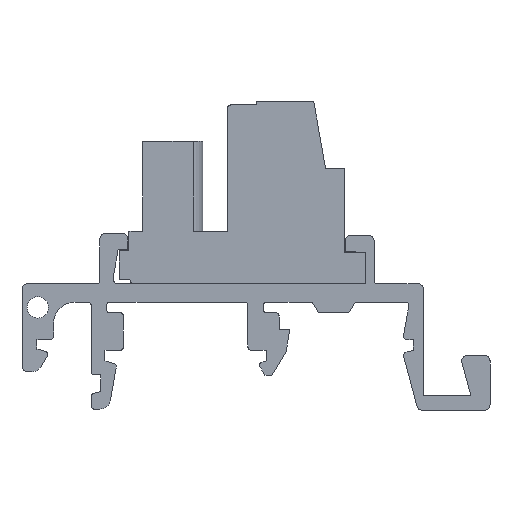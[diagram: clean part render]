
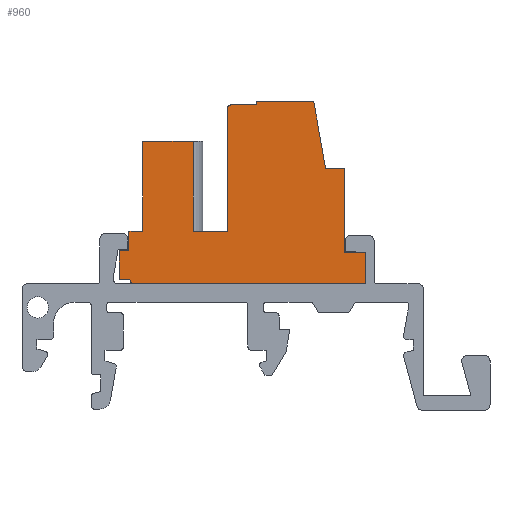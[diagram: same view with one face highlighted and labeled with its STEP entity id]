
A CAD part, left-side view. The second image highlights one B-rep face of the part: STEP entity #960.
In plain terms, the highlighted planar face has unit normal (-1, 0, 0).
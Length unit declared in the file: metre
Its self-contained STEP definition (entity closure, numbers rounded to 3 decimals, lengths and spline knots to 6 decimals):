
#960=ADVANCED_FACE('',(#2429),#2430,.F.);
#2429=FACE_OUTER_BOUND('',#4468,.T.);
#2430=PLANE('',#4469);
#4468=EDGE_LOOP('',(#7350,#7351,#7352,#7353,#7354,#7355,#7356,#7357,#7358,#7359,#7360,#7361,#7362,#7363,#7364,#7365,#7366,#7367,#7368,#7369,#7370));
#4469=AXIS2_PLACEMENT_3D('',#7371,#7372,#7373);
#7350=ORIENTED_EDGE('',*,*,#12707,.F.);
#7351=ORIENTED_EDGE('',*,*,#12435,.T.);
#7352=ORIENTED_EDGE('',*,*,#12708,.T.);
#7353=ORIENTED_EDGE('',*,*,#12621,.F.);
#7354=ORIENTED_EDGE('',*,*,#12709,.T.);
#7355=ORIENTED_EDGE('',*,*,#12710,.T.);
#7356=ORIENTED_EDGE('',*,*,#12711,.F.);
#7357=ORIENTED_EDGE('',*,*,#12712,.F.);
#7358=ORIENTED_EDGE('',*,*,#12038,.F.);
#7359=ORIENTED_EDGE('',*,*,#12713,.T.);
#7360=ORIENTED_EDGE('',*,*,#11967,.F.);
#7361=ORIENTED_EDGE('',*,*,#12714,.F.);
#7362=ORIENTED_EDGE('',*,*,#12715,.F.);
#7363=ORIENTED_EDGE('',*,*,#12716,.F.);
#7364=ORIENTED_EDGE('',*,*,#12717,.T.);
#7365=ORIENTED_EDGE('',*,*,#12718,.F.);
#7366=ORIENTED_EDGE('',*,*,#12010,.F.);
#7367=ORIENTED_EDGE('',*,*,#12505,.T.);
#7368=ORIENTED_EDGE('',*,*,#12719,.F.);
#7369=ORIENTED_EDGE('',*,*,#12162,.T.);
#7370=ORIENTED_EDGE('',*,*,#12720,.T.);
#7371=CARTESIAN_POINT('',(0.032709,0.18105,0.089516));
#7372=DIRECTION('',(1.0,0.,0.));
#7373=DIRECTION('',(0.,1.0,0.0));
#11967=EDGE_CURVE('',#14294,#14290,#14296,.T.);
#12010=EDGE_CURVE('',#14375,#14377,#14378,.T.);
#12038=EDGE_CURVE('',#14427,#14422,#14429,.T.);
#12162=EDGE_CURVE('',#14646,#14650,#14652,.T.);
#12435=EDGE_CURVE('',#15126,#15127,#15128,.T.);
#12505=EDGE_CURVE('',#14375,#15244,#15246,.T.);
#12621=EDGE_CURVE('',#15436,#15438,#15439,.T.);
#12707=EDGE_CURVE('',#15126,#15575,#15576,.T.);
#12708=EDGE_CURVE('',#15127,#15438,#15577,.T.);
#12709=EDGE_CURVE('',#15436,#15578,#15579,.T.);
#12710=EDGE_CURVE('',#15578,#15580,#15581,.T.);
#12711=EDGE_CURVE('',#15582,#15580,#15583,.T.);
#12712=EDGE_CURVE('',#14422,#15582,#15584,.T.);
#12713=EDGE_CURVE('',#14427,#14290,#15585,.T.);
#12714=EDGE_CURVE('',#15586,#14294,#15587,.T.);
#12715=EDGE_CURVE('',#15588,#15586,#15589,.T.);
#12716=EDGE_CURVE('',#15590,#15588,#15591,.T.);
#12717=EDGE_CURVE('',#15590,#15592,#15593,.T.);
#12718=EDGE_CURVE('',#14377,#15592,#15594,.T.);
#12719=EDGE_CURVE('',#14646,#15244,#15595,.T.);
#12720=EDGE_CURVE('',#14650,#15575,#15596,.T.);
#14290=VERTEX_POINT('',#17721);
#14294=VERTEX_POINT('',#17726);
#14296=CIRCLE('',#17729,0.0003);
#14375=VERTEX_POINT('',#17842);
#14377=VERTEX_POINT('',#17845);
#14378=LINE('',#17846,#17847);
#14422=VERTEX_POINT('',#17912);
#14427=VERTEX_POINT('',#17919);
#14429=LINE('',#17922,#17923);
#14646=VERTEX_POINT('',#18228);
#14650=VERTEX_POINT('',#18234);
#14652=LINE('',#18237,#18238);
#15126=VERTEX_POINT('',#18903);
#15127=VERTEX_POINT('',#18904);
#15128=LINE('',#18905,#18906);
#15244=VERTEX_POINT('',#19065);
#15246=LINE('',#19068,#19069);
#15436=VERTEX_POINT('',#19359);
#15438=VERTEX_POINT('',#19362);
#15439=LINE('',#19363,#19364);
#15575=VERTEX_POINT('',#19555);
#15576=CIRCLE('',#19556,0.0004);
#15577=LINE('',#19557,#19558);
#15578=VERTEX_POINT('',#19559);
#15579=LINE('',#19560,#19561);
#15580=VERTEX_POINT('',#19562);
#15581=LINE('',#19563,#19564);
#15582=VERTEX_POINT('',#19565);
#15583=LINE('',#19566,#19567);
#15584=LINE('',#19568,#19569);
#15585=LINE('',#19570,#19571);
#15586=VERTEX_POINT('',#19572);
#15587=LINE('',#19573,#19574);
#15588=VERTEX_POINT('',#19575);
#15589=LINE('',#19576,#19577);
#15590=VERTEX_POINT('',#19578);
#15591=LINE('',#19579,#19580);
#15592=VERTEX_POINT('',#19581);
#15593=LINE('',#19582,#19583);
#15594=LINE('',#19584,#19585);
#15595=LINE('',#19586,#19587);
#15596=LINE('',#19588,#19589);
#17721=CARTESIAN_POINT('',(0.032709,0.17255,0.104216));
#17726=CARTESIAN_POINT('',(0.032709,0.17285,0.103916));
#17729=AXIS2_PLACEMENT_3D('',#22444,#22445,#22446);
#17842=CARTESIAN_POINT('',(0.032709,0.18205,0.092416));
#17845=CARTESIAN_POINT('',(0.032709,0.18075,0.092416));
#17846=CARTESIAN_POINT('',(0.032709,0.17495,0.092416));
#17847=VECTOR('',#22488,1.0);
#17912=CARTESIAN_POINT('',(0.032709,0.1701,0.104516));
#17919=CARTESIAN_POINT('',(0.032709,0.1701,0.104216));
#17922=CARTESIAN_POINT('',(0.032709,0.1701,0.104215));
#17923=VECTOR('',#22513,1.0);
#18228=CARTESIAN_POINT('',(0.032709,0.18295,0.090616));
#18234=CARTESIAN_POINT('',(0.032709,0.18295,0.087916));
#18237=CARTESIAN_POINT('',(0.032709,0.18295,0.104416));
#18238=VECTOR('',#22641,1.0);
#18903=CARTESIAN_POINT('',(0.032709,0.18155,0.087516));
#18904=CARTESIAN_POINT('',(0.032709,0.15995,0.087516));
#18905=CARTESIAN_POINT('',(0.032709,0.18195,0.087516));
#18906=VECTOR('',#22926,1.0);
#19065=CARTESIAN_POINT('',(0.032709,0.18205,0.090616));
#19068=CARTESIAN_POINT('',(0.032709,0.18205,0.090616));
#19069=VECTOR('',#23001,1.0);
#19359=CARTESIAN_POINT('',(0.032709,0.16195,0.090416));
#19362=CARTESIAN_POINT('',(0.032709,0.15995,0.090416));
#19363=CARTESIAN_POINT('',(0.032709,0.18105,0.090416));
#19364=VECTOR('',#23113,1.0);
#19555=CARTESIAN_POINT('',(0.032709,0.18195,0.087916));
#19556=AXIS2_PLACEMENT_3D('',#23205,#23206,#23207);
#19557=CARTESIAN_POINT('',(0.032709,0.15995,0.087616));
#19558=VECTOR('',#23208,1.0);
#19559=CARTESIAN_POINT('',(0.032709,0.16195,0.098266));
#19560=CARTESIAN_POINT('',(0.032709,0.16195,0.089516));
#19561=VECTOR('',#23209,1.0);
#19562=CARTESIAN_POINT('',(0.032709,0.163682,0.098266));
#19563=CARTESIAN_POINT('',(0.032709,0.16195,0.098266));
#19564=VECTOR('',#23210,1.0);
#19565=CARTESIAN_POINT('',(0.032709,0.164784,0.104516));
#19566=CARTESIAN_POINT('',(0.032709,0.164699,0.104032));
#19567=VECTOR('',#23211,1.0);
#19568=CARTESIAN_POINT('',(0.032709,0.16195,0.104516));
#19569=VECTOR('',#23212,1.0);
#19570=CARTESIAN_POINT('',(0.032709,0.16195,0.104216));
#19571=VECTOR('',#23213,1.0);
#19572=CARTESIAN_POINT('',(0.032709,0.17285,0.092416));
#19573=CARTESIAN_POINT('',(0.032709,0.17285,0.089516));
#19574=VECTOR('',#23214,1.0);
#19575=CARTESIAN_POINT('',(0.032709,0.17605,0.092416));
#19576=CARTESIAN_POINT('',(0.032709,0.17495,0.092416));
#19577=VECTOR('',#23215,1.0);
#19578=CARTESIAN_POINT('',(0.032709,0.17605,0.100816));
#19579=CARTESIAN_POINT('',(0.032709,0.17605,0.089516));
#19580=VECTOR('',#23216,1.0);
#19581=CARTESIAN_POINT('',(0.032709,0.18075,0.100816));
#19582=CARTESIAN_POINT('',(0.032709,0.18085,0.100816));
#19583=VECTOR('',#23217,1.0);
#19584=CARTESIAN_POINT('',(0.032709,0.18075,0.089516));
#19585=VECTOR('',#23218,1.0);
#19586=CARTESIAN_POINT('',(0.032709,0.18195,0.090616));
#19587=VECTOR('',#23219,1.0);
#19588=CARTESIAN_POINT('',(0.032709,0.18105,0.087916));
#19589=VECTOR('',#23220,1.0);
#22444=CARTESIAN_POINT('',(0.032709,0.17255,0.103916));
#22445=DIRECTION('',(1.0,0.,0.));
#22446=DIRECTION('',(0.,0.,1.0));
#22488=DIRECTION('',(0.,-1.0,0.));
#22513=DIRECTION('',(0.,0.,1.0));
#22641=DIRECTION('',(0.,0.,-1.0));
#22926=DIRECTION('',(0.,-1.0,0.));
#23001=DIRECTION('',(0.,0.,-1.0));
#23113=DIRECTION('',(0.,-1.0,0.0));
#23205=CARTESIAN_POINT('',(0.032709,0.18155,0.087916));
#23206=DIRECTION('',(1.0,0.,0.));
#23207=DIRECTION('',(0.,0.,1.0));
#23208=DIRECTION('',(0.,0.,1.0));
#23209=DIRECTION('',(0.,0.,1.0));
#23210=DIRECTION('',(0.,1.0,0.));
#23211=DIRECTION('',(0.,-0.174,-0.985));
#23212=DIRECTION('',(0.,-1.0,0.));
#23213=DIRECTION('',(0.,1.0,0.));
#23214=DIRECTION('',(0.,0.,1.0));
#23215=DIRECTION('',(0.,-1.0,0.));
#23216=DIRECTION('',(0.,0.,-1.0));
#23217=DIRECTION('',(0.,1.0,0.));
#23218=DIRECTION('',(0.,0.,1.0));
#23219=DIRECTION('',(0.,-1.0,0.));
#23220=DIRECTION('',(0.,-1.0,0.0));
